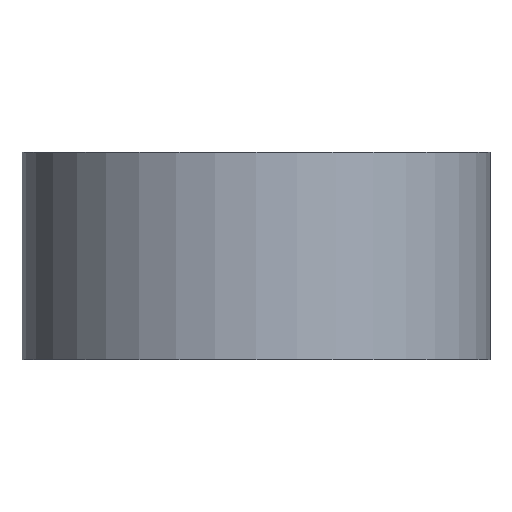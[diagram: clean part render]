
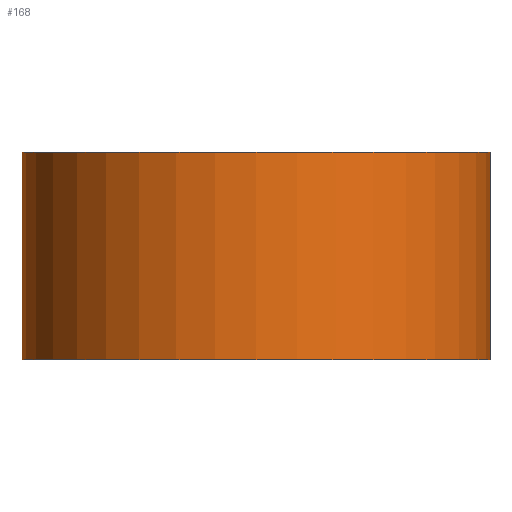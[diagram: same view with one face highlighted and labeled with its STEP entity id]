
A CAD part, front view. The second image highlights one B-rep face of the part: STEP entity #168.
In plain terms, the highlighted cylindrical face has radius 11.113 mm (diameter 22.225 mm), a partial arc.
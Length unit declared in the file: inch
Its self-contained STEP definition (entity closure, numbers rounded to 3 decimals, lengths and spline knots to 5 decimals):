
#3 = DIRECTION ( 'NONE',  ( 0., 0., -1. ) ) ;
#4 = DIRECTION ( 'NONE',  ( 0., 0., -1. ) ) ;
#6 = LINE ( 'NONE', #144, #181 ) ;
#29 = DIRECTION ( 'NONE',  ( 1., 0., 0. ) ) ;
#30 = ORIENTED_EDGE ( 'NONE', *, *, #98, .F. ) ;
#36 = CIRCLE ( 'NONE', #119, 0.4375 ) ;
#43 = ORIENTED_EDGE ( 'NONE', *, *, #110, .T. ) ;
#47 = CARTESIAN_POINT ( 'NONE',  ( 0., 0., -0.194 ) ) ;
#48 = CARTESIAN_POINT ( 'NONE',  ( 0.4375, 0., -0.194 ) ) ;
#53 = AXIS2_PLACEMENT_3D ( 'NONE', #203, #92, #189 ) ;
#56 = LINE ( 'NONE', #112, #113 ) ;
#70 = CARTESIAN_POINT ( 'NONE',  ( -0.4375, 0., 0.194 ) ) ;
#84 = EDGE_CURVE ( 'NONE', #132, #210, #56, .T. ) ;
#90 = DIRECTION ( 'NONE',  ( -1., 0., 0. ) ) ;
#92 = DIRECTION ( 'NONE',  ( 0., 0., 1. ) ) ;
#98 = EDGE_CURVE ( 'NONE', #213, #132, #100, .T. ) ;
#100 = CIRCLE ( 'NONE', #53, 0.4375 ) ;
#107 = CARTESIAN_POINT ( 'NONE',  ( -0.4375, 0., -0.194 ) ) ;
#110 = EDGE_CURVE ( 'NONE', #213, #200, #6, .T. ) ;
#112 = CARTESIAN_POINT ( 'NONE',  ( 0.4375, 0., 0.194 ) ) ;
#113 = VECTOR ( 'NONE', #4, 39.37008 ) ;
#119 = AXIS2_PLACEMENT_3D ( 'NONE', #47, #155, #29 ) ;
#131 = FACE_OUTER_BOUND ( 'NONE', #196, .T. ) ;
#132 = VERTEX_POINT ( 'NONE', #158 ) ;
#144 = CARTESIAN_POINT ( 'NONE',  ( -0.4375, 0., 0.194 ) ) ;
#155 = DIRECTION ( 'NONE',  ( 0., 0., 1. ) ) ;
#158 = CARTESIAN_POINT ( 'NONE',  ( 0.4375, 0., 0.194 ) ) ;
#164 = AXIS2_PLACEMENT_3D ( 'NONE', #171, #223, #90 ) ;
#168 = ADVANCED_FACE ( 'NONE', ( #131 ), #207, .T. ) ;
#171 = CARTESIAN_POINT ( 'NONE',  ( 0., 0., 0.194 ) ) ;
#181 = VECTOR ( 'NONE', #3, 39.37008 ) ;
#188 = ORIENTED_EDGE ( 'NONE', *, *, #84, .F. ) ;
#189 = DIRECTION ( 'NONE',  ( 1., 0., 0. ) ) ;
#196 = EDGE_LOOP ( 'NONE', ( #188, #30, #43, #204 ) ) ;
#200 = VERTEX_POINT ( 'NONE', #107 ) ;
#203 = CARTESIAN_POINT ( 'NONE',  ( 0., 0., 0.194 ) ) ;
#204 = ORIENTED_EDGE ( 'NONE', *, *, #215, .T. ) ;
#207 = CYLINDRICAL_SURFACE ( 'NONE', #164, 0.4375 ) ;
#210 = VERTEX_POINT ( 'NONE', #48 ) ;
#213 = VERTEX_POINT ( 'NONE', #70 ) ;
#215 = EDGE_CURVE ( 'NONE', #200, #210, #36, .T. ) ;
#223 = DIRECTION ( 'NONE',  ( 0., 0., -1. ) ) ;
